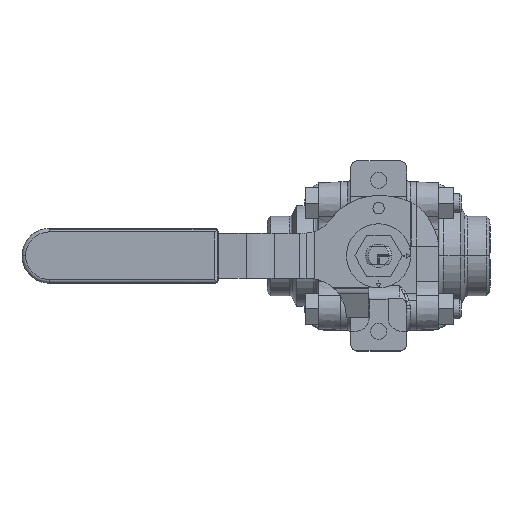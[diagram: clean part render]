
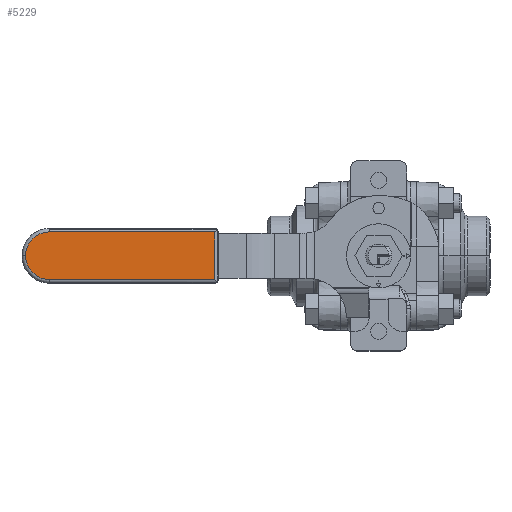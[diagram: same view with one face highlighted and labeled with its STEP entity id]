
A CAD part, top view. The second image highlights one B-rep face of the part: STEP entity #5229.
In plain terms, the highlighted planar face has unit normal (0, 0, 1).
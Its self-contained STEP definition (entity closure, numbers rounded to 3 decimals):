
#4566=CARTESIAN_POINT('',(39.75,10.025,7.3));
#4567=VERTEX_POINT('',#4566);
#4575=CARTESIAN_POINT('',(39.75,-10.025,7.3));
#4576=VERTEX_POINT('',#4575);
#4577=CARTESIAN_POINT('',(39.75,10.025,7.3));
#4578=DIRECTION('',(0.0,-1.0,0.0));
#4579=VECTOR('',#4578,20.05);
#4580=LINE('',#4577,#4579);
#4581=EDGE_CURVE('',#4567,#4576,#4580,.T.);
#5079=CARTESIAN_POINT('',(-39.75,0.,7.3));
#5080=VERTEX_POINT('',#5079);
#5090=CARTESIAN_POINT('',(-29.725,10.025,7.3));
#5091=VERTEX_POINT('',#5090);
#5092=CARTESIAN_POINT('',(-29.725,0.0,7.3));
#5093=DIRECTION('',(0.0,0.0,-1.0));
#5094=DIRECTION('',(-1.0,0.0,0.0));
#5095=AXIS2_PLACEMENT_3D('',#5092,#5093,#5094);
#5096=CIRCLE('',#5095,10.025);
#5097=EDGE_CURVE('',#5080,#5091,#5096,.T.);
#5156=CARTESIAN_POINT('',(-29.725,10.025,7.3));
#5157=DIRECTION('',(1.0,0.0,0.0));
#5158=VECTOR('',#5157,69.475);
#5159=LINE('',#5156,#5158);
#5160=EDGE_CURVE('',#5091,#4567,#5159,.T.);
#5181=CARTESIAN_POINT('',(-29.725,-10.025,7.3));
#5182=VERTEX_POINT('',#5181);
#5190=CARTESIAN_POINT('',(-29.725,0.0,7.3));
#5191=DIRECTION('',(0.0,0.0,-1.0));
#5192=DIRECTION('',(-1.0,0.0,0.0));
#5193=AXIS2_PLACEMENT_3D('',#5190,#5191,#5192);
#5194=CIRCLE('',#5193,10.025);
#5195=EDGE_CURVE('',#5182,#5080,#5194,.T.);
#5207=CARTESIAN_POINT('',(39.75,-10.025,7.3));
#5208=DIRECTION('',(-1.0,0.0,0.0));
#5209=VECTOR('',#5208,69.475);
#5210=LINE('',#5207,#5209);
#5211=EDGE_CURVE('',#4576,#5182,#5210,.T.);
#5217=CARTESIAN_POINT('',(41.25,0.0,7.3));
#5218=DIRECTION('',(0.0,0.0,1.0));
#5219=DIRECTION('',(1.0,0.0,0.0));
#5220=AXIS2_PLACEMENT_3D('',#5217,#5218,#5219);
#5221=PLANE('',#5220);
#5222=ORIENTED_EDGE('',*,*,#5160,.F.);
#5223=ORIENTED_EDGE('',*,*,#5097,.F.);
#5224=ORIENTED_EDGE('',*,*,#5195,.F.);
#5225=ORIENTED_EDGE('',*,*,#5211,.F.);
#5226=ORIENTED_EDGE('',*,*,#4581,.F.);
#5227=EDGE_LOOP('',(#5222,#5223,#5224,#5225,#5226));
#5228=FACE_OUTER_BOUND('',#5227,.T.);
#5229=ADVANCED_FACE('',(#5228),#5221,.T.);
